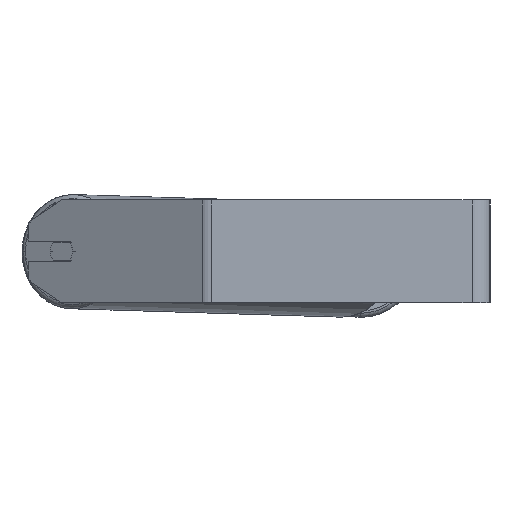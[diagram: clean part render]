
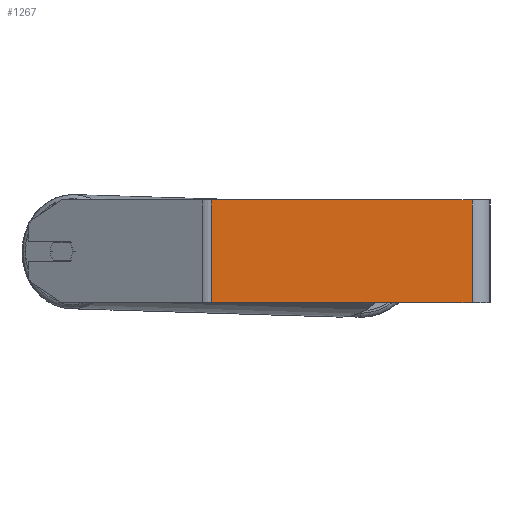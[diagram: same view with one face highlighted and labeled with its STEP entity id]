
A CAD part, left-side view. The second image highlights one B-rep face of the part: STEP entity #1267.
In plain terms, the highlighted planar face has unit normal (-1, 0, 0).
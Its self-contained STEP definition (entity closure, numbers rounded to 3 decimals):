
#691 = DIRECTION ( 'NONE',  ( 0., -1., 0. ) ) ;
#716 = LINE ( 'NONE', #8680, #7513 ) ;
#807 = AXIS2_PLACEMENT_3D ( 'NONE', #4288, #4428, #2389 ) ;
#869 = ORIENTED_EDGE ( 'NONE', *, *, #5543, .F. ) ;
#982 = ORIENTED_EDGE ( 'NONE', *, *, #4943, .T. ) ;
#1267 = ADVANCED_FACE ( 'NONE', ( #5031 ), #3540, .F. ) ;
#1560 = VECTOR ( 'NONE', #6245, 1000. ) ;
#2005 = CARTESIAN_POINT ( 'NONE',  ( -700., 220.668, 40. ) ) ;
#2125 = EDGE_CURVE ( 'NONE', #7046, #4062, #2718, .T. ) ;
#2389 = DIRECTION ( 'NONE',  ( 0., 0., -1. ) ) ;
#2718 = LINE ( 'NONE', #2005, #5068 ) ;
#2825 = VECTOR ( 'NONE', #691, 1000. ) ;
#2971 = CARTESIAN_POINT ( 'NONE',  ( -700., 216.917, 40. ) ) ;
#2975 = ORIENTED_EDGE ( 'NONE', *, *, #4146, .T. ) ;
#3344 = LINE ( 'NONE', #6753, #2825 ) ;
#3540 = PLANE ( 'NONE',  #807 ) ;
#4062 = VERTEX_POINT ( 'NONE', #8129 ) ;
#4146 = EDGE_CURVE ( 'NONE', #8416, #4654, #3344, .T. ) ;
#4202 = LINE ( 'NONE', #2971, #1560 ) ;
#4256 = CARTESIAN_POINT ( 'NONE',  ( -700., 216.917, -40. ) ) ;
#4288 = CARTESIAN_POINT ( 'NONE',  ( -700., 220.668, 40. ) ) ;
#4428 = DIRECTION ( 'NONE',  ( 1., 0., 0. ) ) ;
#4654 = VERTEX_POINT ( 'NONE', #5138 ) ;
#4943 = EDGE_CURVE ( 'NONE', #7046, #8416, #4202, .T. ) ;
#5031 = FACE_OUTER_BOUND ( 'NONE', #7153, .T. ) ;
#5068 = VECTOR ( 'NONE', #6782, 1000. ) ;
#5138 = CARTESIAN_POINT ( 'NONE',  ( -700., 14., -40. ) ) ;
#5447 = DIRECTION ( 'NONE',  ( 0., 0., -1. ) ) ;
#5543 = EDGE_CURVE ( 'NONE', #4062, #4654, #716, .T. ) ;
#6245 = DIRECTION ( 'NONE',  ( 0., 0., -1. ) ) ;
#6753 = CARTESIAN_POINT ( 'NONE',  ( -700., 220.668, -40. ) ) ;
#6782 = DIRECTION ( 'NONE',  ( 0., -1., 0. ) ) ;
#7046 = VERTEX_POINT ( 'NONE', #7444 ) ;
#7153 = EDGE_LOOP ( 'NONE', ( #2975, #869, #8727, #982 ) ) ;
#7444 = CARTESIAN_POINT ( 'NONE',  ( -700., 216.917, 40. ) ) ;
#7513 = VECTOR ( 'NONE', #5447, 1000. ) ;
#8129 = CARTESIAN_POINT ( 'NONE',  ( -700., 14., 40. ) ) ;
#8416 = VERTEX_POINT ( 'NONE', #4256 ) ;
#8680 = CARTESIAN_POINT ( 'NONE',  ( -700., 14., 40. ) ) ;
#8727 = ORIENTED_EDGE ( 'NONE', *, *, #2125, .F. ) ;
